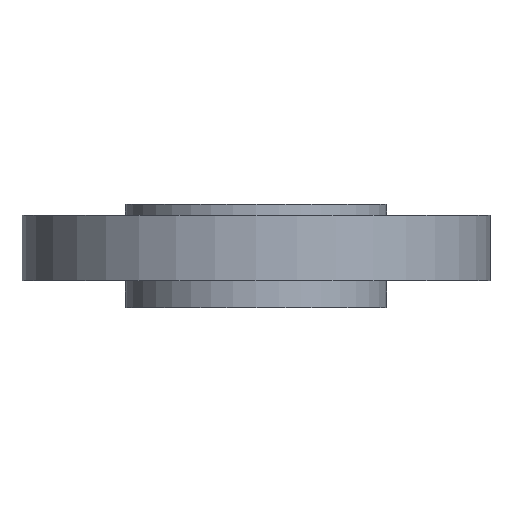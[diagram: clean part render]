
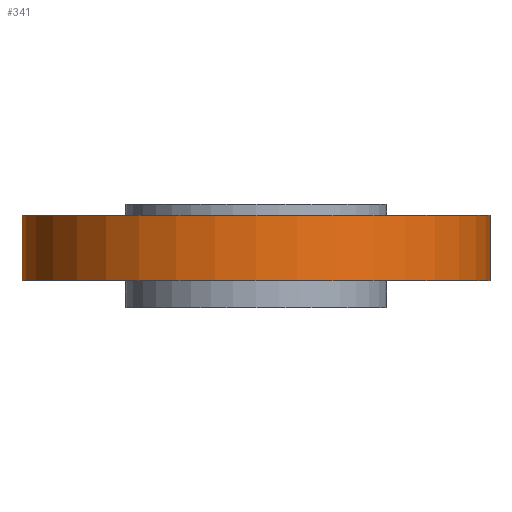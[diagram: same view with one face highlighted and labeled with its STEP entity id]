
A CAD part, front view. The second image highlights one B-rep face of the part: STEP entity #341.
In plain terms, the highlighted cylindrical face has radius 136.525 mm (diameter 273.05 mm), a partial arc.
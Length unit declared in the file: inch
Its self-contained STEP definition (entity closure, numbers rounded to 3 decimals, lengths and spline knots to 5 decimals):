
#2 = CYLINDRICAL_SURFACE ( 'NONE', #522, 5.375 ) ;
#67 = AXIS2_PLACEMENT_3D ( 'NONE', #399, #794, #858 ) ;
#83 = CARTESIAN_POINT ( 'NONE',  ( 5.375, 0., -0.25 ) ) ;
#113 = CARTESIAN_POINT ( 'NONE',  ( -5.375, 0., -1.75 ) ) ;
#158 = ORIENTED_EDGE ( 'NONE', *, *, #477, .F. ) ;
#179 = VERTEX_POINT ( 'NONE', #194 ) ;
#194 = CARTESIAN_POINT ( 'NONE',  ( -5.375, 0., -0.25 ) ) ;
#199 = AXIS2_PLACEMENT_3D ( 'NONE', #305, #543, #528 ) ;
#208 = VECTOR ( 'NONE', #892, 39.37008 ) ;
#280 = EDGE_CURVE ( 'NONE', #179, #484, #962, .T. ) ;
#296 = VECTOR ( 'NONE', #307, 39.37008 ) ;
#297 = VERTEX_POINT ( 'NONE', #313 ) ;
#305 = CARTESIAN_POINT ( 'NONE',  ( 0., 0., -0.25 ) ) ;
#307 = DIRECTION ( 'NONE',  ( 0., 0., 1. ) ) ;
#313 = CARTESIAN_POINT ( 'NONE',  ( 5.375, 0., -1.75 ) ) ;
#341 = ADVANCED_FACE ( 'NONE', ( #455 ), #2, .T. ) ;
#346 = EDGE_CURVE ( 'NONE', #297, #484, #829, .T. ) ;
#381 = ORIENTED_EDGE ( 'NONE', *, *, #669, .F. ) ;
#399 = CARTESIAN_POINT ( 'NONE',  ( 0., 0., -1.75 ) ) ;
#421 = ORIENTED_EDGE ( 'NONE', *, *, #346, .T. ) ;
#437 = ORIENTED_EDGE ( 'NONE', *, *, #280, .F. ) ;
#455 = FACE_OUTER_BOUND ( 'NONE', #863, .T. ) ;
#458 = DIRECTION ( 'NONE',  ( 0., 0., 1. ) ) ;
#477 = EDGE_CURVE ( 'NONE', #297, #705, #943, .T. ) ;
#484 = VERTEX_POINT ( 'NONE', #83 ) ;
#522 = AXIS2_PLACEMENT_3D ( 'NONE', #523, #458, #612 ) ;
#523 = CARTESIAN_POINT ( 'NONE',  ( 0., 0., -16.9528 ) ) ;
#528 = DIRECTION ( 'NONE',  ( 1., 0., 0. ) ) ;
#543 = DIRECTION ( 'NONE',  ( 0., 0., 1. ) ) ;
#580 = CARTESIAN_POINT ( 'NONE',  ( -5.375, 0., -16.9528 ) ) ;
#586 = LINE ( 'NONE', #580, #208 ) ;
#612 = DIRECTION ( 'NONE',  ( 1., 0., 0. ) ) ;
#669 = EDGE_CURVE ( 'NONE', #705, #179, #586, .T. ) ;
#705 = VERTEX_POINT ( 'NONE', #113 ) ;
#765 = CARTESIAN_POINT ( 'NONE',  ( 5.375, 0., -16.9528 ) ) ;
#794 = DIRECTION ( 'NONE',  ( 0., 0., -1. ) ) ;
#829 = LINE ( 'NONE', #765, #296 ) ;
#858 = DIRECTION ( 'NONE',  ( 1., 0., 0. ) ) ;
#863 = EDGE_LOOP ( 'NONE', ( #381, #158, #421, #437 ) ) ;
#892 = DIRECTION ( 'NONE',  ( 0., 0., 1. ) ) ;
#943 = CIRCLE ( 'NONE', #67, 5.375 ) ;
#962 = CIRCLE ( 'NONE', #199, 5.375 ) ;
